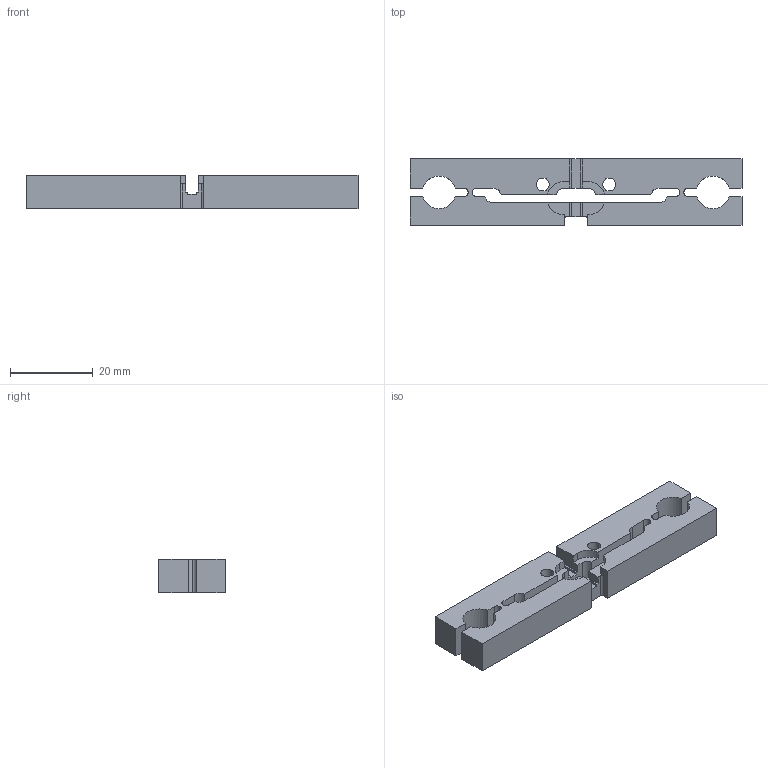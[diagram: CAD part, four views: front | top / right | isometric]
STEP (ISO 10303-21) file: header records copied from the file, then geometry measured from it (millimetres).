
FILE_DESCRIPTION (( 'STEP AP214' ), '1' );
FILE_NAME ('CNC加工件-嘉立创-纯光轴改装-202411151810.STEP', '2024-11-15T10:10:10', ( '' ), ( '' ), 'SwSTEP 2.0', 'SolidWorks 2018', '' );
FILE_SCHEMA (( 'AUTOMOTIVE_DESIGN' ));
Length unit declared in the file: millimetre
Products named in the file (1): CNC加工件-嘉立创-纯光轴改装-202411151810
Bounding box: 80 x 16 x 8 mm (x, y, z)
Volume: 7851.9 mm3; surface area: 5136.5 mm2
Topology: 1 solids, 1 shells, 77 faces, 228 edges, 152 vertices
Faces by surface type: plane 51, cylinder 26
Entity records: 2620 total; most frequent: CARTESIAN_POINT 458, ORIENTED_EDGE 456, DIRECTION 436, EDGE_CURVE 228, VECTOR 176, LINE 176, VERTEX_POINT 152, AXIS2_PLACEMENT_3D 130
